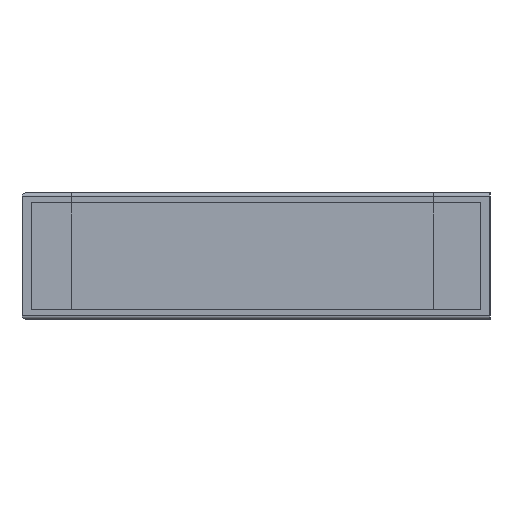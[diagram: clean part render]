
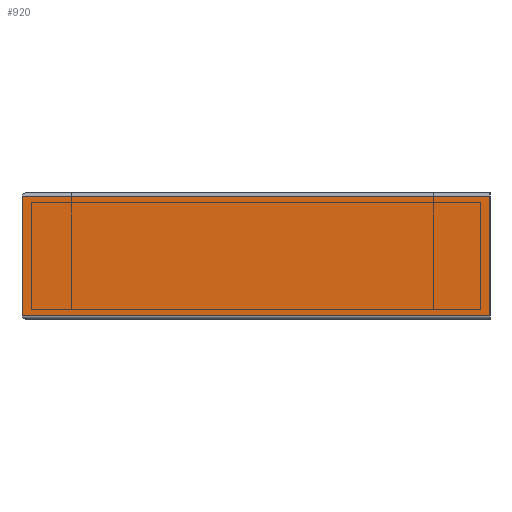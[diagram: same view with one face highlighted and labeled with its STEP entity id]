
A CAD part, left-side view. The second image highlights one B-rep face of the part: STEP entity #920.
In plain terms, the highlighted face is planar.
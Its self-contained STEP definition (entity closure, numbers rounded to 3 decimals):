
#64=PLANE('',#1033);
#116=FACE_OUTER_BOUND('',#172,.T.);
#172=EDGE_LOOP('',(#812,#813,#814,#815));
#200=LINE('',#1310,#308);
#238=LINE('',#1411,#346);
#247=LINE('',#1435,#355);
#277=LINE('',#1494,#385);
#308=VECTOR('',#1055,10.);
#346=VECTOR('',#1139,10.);
#355=VECTOR('',#1166,10.);
#385=VECTOR('',#1222,10.);
#416=VERTEX_POINT('',#1308);
#417=VERTEX_POINT('',#1309);
#454=VERTEX_POINT('',#1401);
#457=VERTEX_POINT('',#1409);
#496=EDGE_CURVE('',#416,#417,#200,.T.);
#547=EDGE_CURVE('',#457,#454,#238,.T.);
#559=EDGE_CURVE('',#417,#457,#247,.T.);
#589=EDGE_CURVE('',#416,#454,#277,.T.);
#812=ORIENTED_EDGE('',*,*,#496,.F.);
#813=ORIENTED_EDGE('',*,*,#589,.T.);
#814=ORIENTED_EDGE('',*,*,#547,.F.);
#815=ORIENTED_EDGE('',*,*,#559,.F.);
#920=ADVANCED_FACE('',(#116),#64,.T.);
#1033=AXIS2_PLACEMENT_3D('',#1511,#1249,#1250);
#1055=DIRECTION('',(0.,-1.,0.));
#1139=DIRECTION('',(0.,1.,0.));
#1166=DIRECTION('',(0.,0.,1.));
#1222=DIRECTION('',(0.,0.,1.));
#1249=DIRECTION('center_axis',(1.,0.,0.));
#1250=DIRECTION('ref_axis',(0.,1.,0.));
#1308=CARTESIAN_POINT('',(400.,50.,0.75));
#1309=CARTESIAN_POINT('',(400.,-50.,0.75));
#1310=CARTESIAN_POINT('',(400.,-25.,0.75));
#1401=CARTESIAN_POINT('',(400.,50.,26.25));
#1409=CARTESIAN_POINT('',(400.,-50.,26.25));
#1411=CARTESIAN_POINT('',(400.,-25.,26.25));
#1435=CARTESIAN_POINT('',(400.,-50.,0.));
#1494=CARTESIAN_POINT('',(400.,50.,0.));
#1511=CARTESIAN_POINT('Origin',(400.,-50.,0.));
